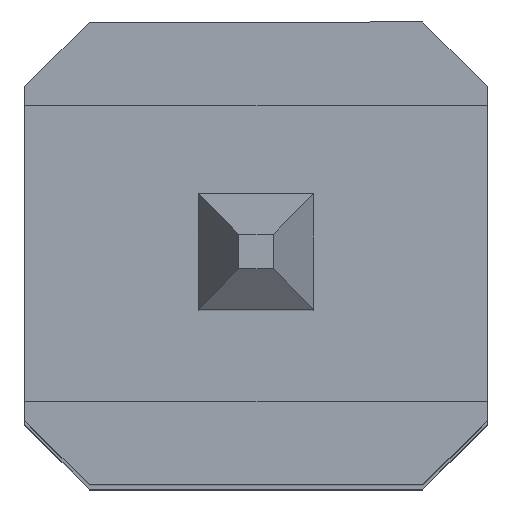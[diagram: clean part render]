
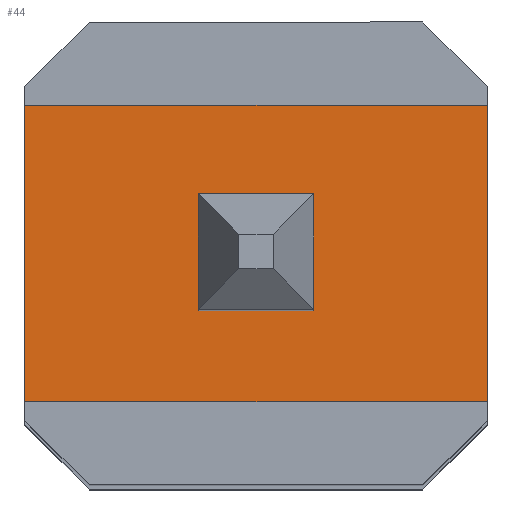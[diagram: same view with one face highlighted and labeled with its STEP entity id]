
A CAD part, top view. The second image highlights one B-rep face of the part: STEP entity #44.
In plain terms, the highlighted planar face has unit normal (0, 0, 1).
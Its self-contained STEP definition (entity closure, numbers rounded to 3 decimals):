
#44 = ADVANCED_FACE ( 'NONE', ( #1911 ), #1098, .T. ) ;
#74 = EDGE_CURVE ( 'NONE', #919, #893, #1852, .T. ) ;
#78 = EDGE_CURVE ( 'NONE', #498, #887, #1850, .T. ) ;
#81 = EDGE_CURVE ( 'NONE', #893, #887, #1816, .T. ) ;
#82 = EDGE_CURVE ( 'NONE', #919, #498, #1910, .T. ) ;
#380 = AXIS2_PLACEMENT_3D ( 'NONE', #1138, #1139, #1140 ) ;
#473 = EDGE_LOOP ( 'NONE', ( #732, #858, #495, #804 ) ) ;
#495 = ORIENTED_EDGE ( 'NONE', *, *, #82, .F. ) ;
#498 = VERTEX_POINT ( 'NONE', #1605 ) ;
#732 = ORIENTED_EDGE ( 'NONE', *, *, #81, .T. ) ;
#804 = ORIENTED_EDGE ( 'NONE', *, *, #74, .T. ) ;
#858 = ORIENTED_EDGE ( 'NONE', *, *, #78, .F. ) ;
#887 = VERTEX_POINT ( 'NONE', #1727 ) ;
#893 = VERTEX_POINT ( 'NONE', #1747 ) ;
#919 = VERTEX_POINT ( 'NONE', #1602 ) ;
#924 = CARTESIAN_POINT ( 'NONE',  ( -1.27, -0.813, 15.6 ) ) ;
#944 = DIRECTION ( 'NONE',  ( 1., 0., 0. ) ) ;
#945 = CARTESIAN_POINT ( 'NONE',  ( -1.27, 0.813, 15.6 ) ) ;
#981 = DIRECTION ( 'NONE',  ( 1., 0., 0. ) ) ;
#1063 = CARTESIAN_POINT ( 'NONE',  ( 1.27, -0.813, 15.6 ) ) ;
#1098 = PLANE ( 'NONE',  #380 ) ;
#1108 = DIRECTION ( 'NONE',  ( 0., -1., 0. ) ) ;
#1111 = CARTESIAN_POINT ( 'NONE',  ( -1.27, -0.813, 15.6 ) ) ;
#1138 = CARTESIAN_POINT ( 'NONE',  ( -1.27, -0.813, 15.6 ) ) ;
#1139 = DIRECTION ( 'NONE',  ( 0., 0., 1. ) ) ;
#1140 = DIRECTION ( 'NONE',  ( 1., 0., 0. ) ) ;
#1229 = DIRECTION ( 'NONE',  ( 0., -1., 0. ) ) ;
#1602 = CARTESIAN_POINT ( 'NONE',  ( -1.27, 0.813, 15.6 ) ) ;
#1605 = CARTESIAN_POINT ( 'NONE',  ( 1.27, 0.813, 15.6 ) ) ;
#1727 = CARTESIAN_POINT ( 'NONE',  ( 1.27, -0.813, 15.6 ) ) ;
#1747 = CARTESIAN_POINT ( 'NONE',  ( -1.27, -0.813, 15.6 ) ) ;
#1816 = LINE ( 'NONE', #924, #1824 ) ;
#1824 = VECTOR ( 'NONE', #944, 1000. ) ;
#1850 = LINE ( 'NONE', #1063, #1942 ) ;
#1852 = LINE ( 'NONE', #1111, #1863 ) ;
#1863 = VECTOR ( 'NONE', #1108, 1000. ) ;
#1910 = LINE ( 'NONE', #945, #1984 ) ;
#1911 = FACE_OUTER_BOUND ( 'NONE', #473, .T. ) ;
#1942 = VECTOR ( 'NONE', #1229, 1000. ) ;
#1984 = VECTOR ( 'NONE', #981, 1000. ) ;
